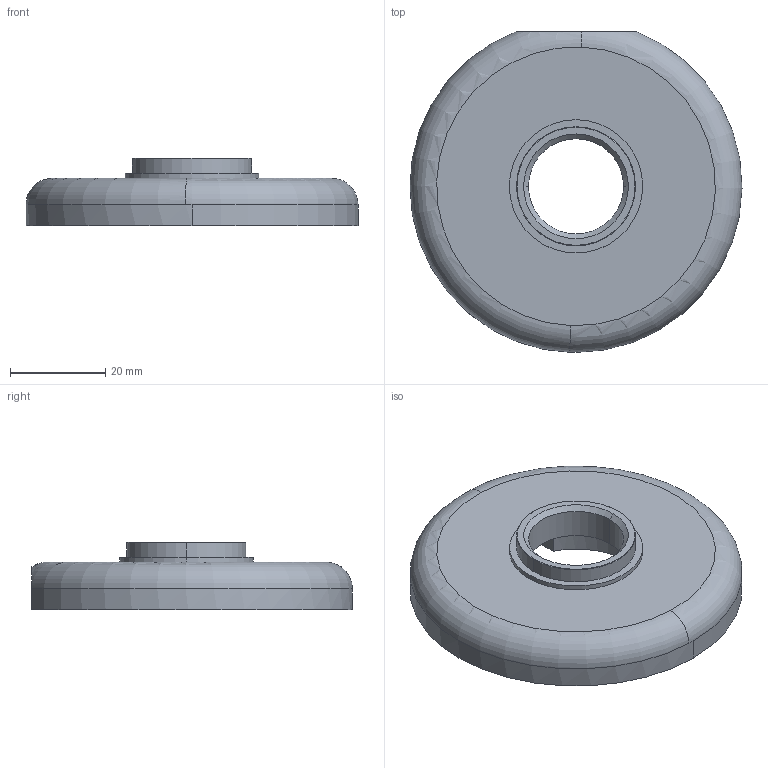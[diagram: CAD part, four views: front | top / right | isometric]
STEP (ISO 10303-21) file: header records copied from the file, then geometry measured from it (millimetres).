
FILE_DESCRIPTION(('STEP AP214'),'1');
FILE_NAME('.step','2022-05-08T03:44:30',(' '),(' '),'Spatial InterOp 3D',' ',' ');
FILE_SCHEMA(('AUTOMOTIVE_DESIGN { 1 0 10303 214 1 1 1 1 }'));
Length unit declared in the file: metre
Products named in the file (1): 实体111
Bounding box: 69.74 x 67.39 x 14.2 mm (x, y, z)
Volume: 30104 mm3; surface area: 10329.1 mm2
Topology: 1 solids, 1 shells, 82 faces, 201 edges, 128 vertices
Faces by surface type: cylinder 37, plane 35, cone 8, torus 2
Entity records: 2577 total; most frequent: CARTESIAN_POINT 526, DIRECTION 458, ORIENTED_EDGE 402, EDGE_CURVE 201, AXIS2_PLACEMENT_3D 176, VERTEX_POINT 128, LINE 106, VECTOR 106
